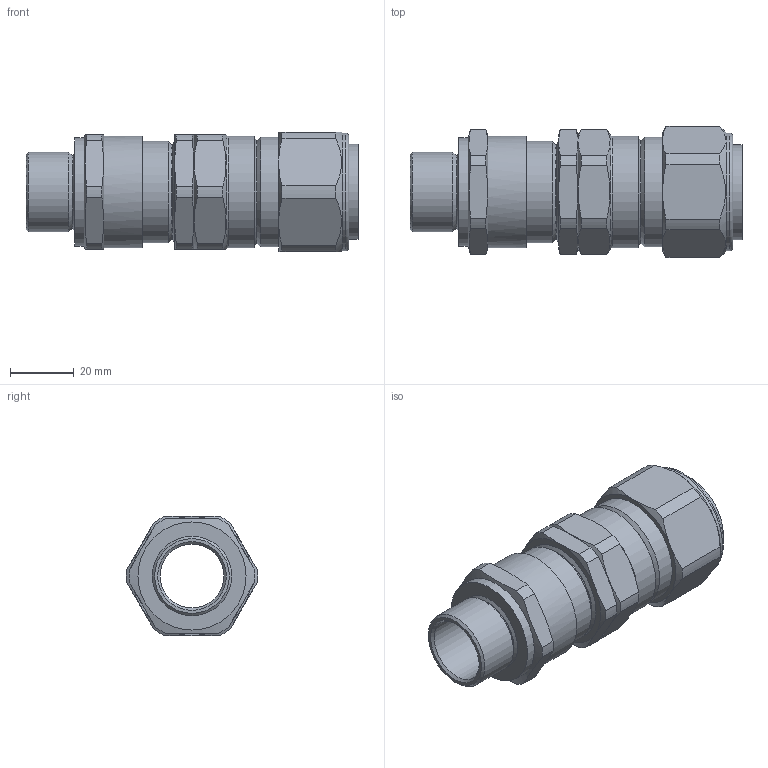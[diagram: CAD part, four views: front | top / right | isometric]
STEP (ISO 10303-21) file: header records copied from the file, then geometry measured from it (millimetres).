
FILE_DESCRIPTION (( 'STEP AP203' ), '1' );
FILE_NAME ('25SE1FW1RA.STEP', '2017-09-20T14:14:32', ( '' ), ( '' ), 'SwSTEP 2.0', 'SolidWorks 2017', '' );
FILE_SCHEMA (( 'CONFIG_CONTROL_DESIGN' ));
Length unit declared in the file: millimetre
Products named in the file (1): 25SE1FW1RA
Bounding box: 104.42 x 41.23 x 37.5 mm (x, y, z)
Surface area: 18125 mm2 (no closed solid volume)
Topology: 0 solids, 7 shells, 110 faces, 439 edges, 341 vertices
Faces by surface type: cylinder 36, plane 36, cone 35, torus 3
Full cylindrical faces by diameter (mm): 20.1 x1, 22.1 x1, 22.971 x1, 25 x1, 29.6 x1, 32 x1, 32.218 x1, 34 x1, 34.5 x1, 35 x1, 35.1 x1, 37 x1
Entity records: 6323 total; most frequent: CARTESIAN_POINT 3013, ORIENTED_EDGE 615, DIRECTION 564, EDGE_CURVE 402, VERTEX_POINT 336, AXIS2_PLACEMENT_3D 222, EDGE_LOOP 171, B_SPLINE_CURVE_WITH_KNOTS 171
